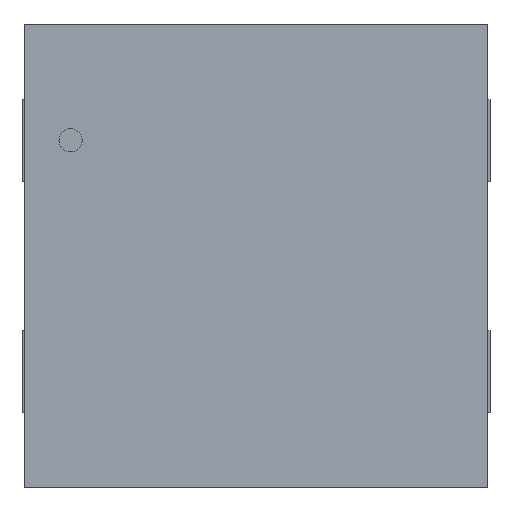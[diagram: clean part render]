
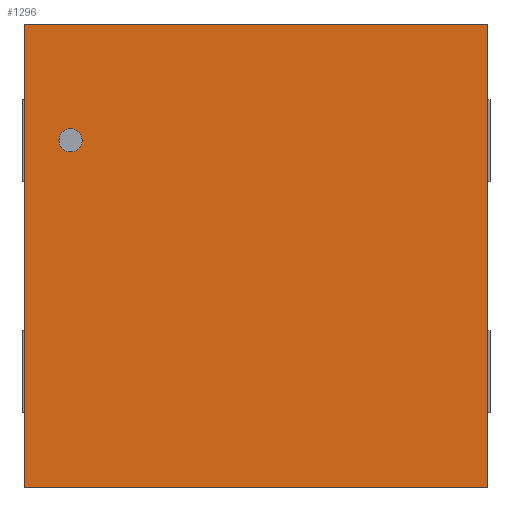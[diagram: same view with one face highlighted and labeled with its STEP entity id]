
A CAD part, top view. The second image highlights one B-rep face of the part: STEP entity #1296.
In plain terms, the highlighted planar face has unit normal (0, 0, 1).
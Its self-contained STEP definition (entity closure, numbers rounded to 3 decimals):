
#1175 = VERTEX_POINT('',#1176);
#1176 = CARTESIAN_POINT('',(1.003,-1.003,0.762));
#1182 = EDGE_CURVE('',#1183,#1175,#1185,.T.);
#1183 = VERTEX_POINT('',#1184);
#1184 = CARTESIAN_POINT('',(-1.003,-1.003,0.762));
#1185 = LINE('',#1186,#1187);
#1186 = CARTESIAN_POINT('',(-1.003,-1.003,0.762));
#1187 = VECTOR('',#1188,1.);
#1188 = DIRECTION('',(1.,0.,0.));
#1213 = VERTEX_POINT('',#1214);
#1214 = CARTESIAN_POINT('',(1.003,1.003,0.762));
#1220 = EDGE_CURVE('',#1175,#1213,#1221,.T.);
#1221 = LINE('',#1222,#1223);
#1222 = CARTESIAN_POINT('',(1.003,-1.003,0.762));
#1223 = VECTOR('',#1224,1.);
#1224 = DIRECTION('',(0.,1.,0.));
#1244 = VERTEX_POINT('',#1245);
#1245 = CARTESIAN_POINT('',(-1.003,1.003,0.762));
#1251 = EDGE_CURVE('',#1213,#1244,#1252,.T.);
#1252 = LINE('',#1253,#1254);
#1253 = CARTESIAN_POINT('',(1.003,1.003,0.762));
#1254 = VECTOR('',#1255,1.);
#1255 = DIRECTION('',(-1.,0.,0.));
#1273 = EDGE_CURVE('',#1244,#1183,#1274,.T.);
#1274 = LINE('',#1275,#1276);
#1275 = CARTESIAN_POINT('',(-1.003,1.003,0.762));
#1276 = VECTOR('',#1277,1.);
#1277 = DIRECTION('',(0.,-1.,0.));
#1296 = ADVANCED_FACE('',(#1297),#1303,.T.);
#1297 = FACE_BOUND('',#1298,.T.);
#1298 = EDGE_LOOP('',(#1299,#1300,#1301,#1302));
#1299 = ORIENTED_EDGE('',*,*,#1182,.T.);
#1300 = ORIENTED_EDGE('',*,*,#1220,.T.);
#1301 = ORIENTED_EDGE('',*,*,#1251,.T.);
#1302 = ORIENTED_EDGE('',*,*,#1273,.T.);
#1303 = PLANE('',#1304);
#1304 = AXIS2_PLACEMENT_3D('',#1305,#1306,#1307);
#1305 = CARTESIAN_POINT('',(-1.003,-1.003,0.762));
#1306 = DIRECTION('',(0.,0.,1.));
#1307 = DIRECTION('',(0.,1.,0.));
